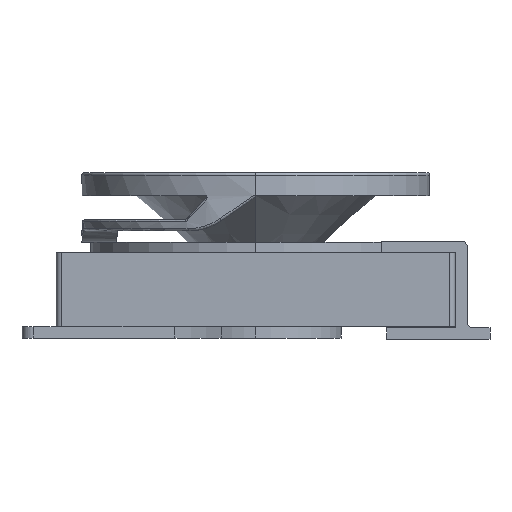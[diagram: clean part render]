
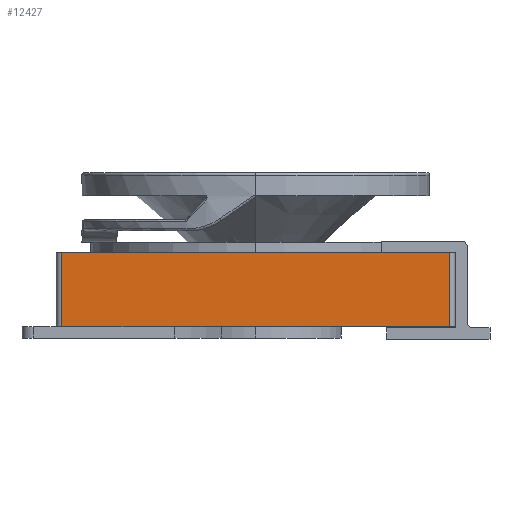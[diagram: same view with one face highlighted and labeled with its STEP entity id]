
A CAD part, left-side view. The second image highlights one B-rep face of the part: STEP entity #12427.
In plain terms, the highlighted planar face has unit normal (-1, 0, 0).
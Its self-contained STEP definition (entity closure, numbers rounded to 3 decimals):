
#373 = PLANE ( 'NONE',  #4692 ) ;
#519 = VECTOR ( 'NONE', #11443, 1000. ) ;
#1499 = CARTESIAN_POINT ( 'NONE',  ( -1.5, 1.75, 0.1 ) ) ;
#1648 = VERTEX_POINT ( 'NONE', #2409 ) ;
#1748 = ORIENTED_EDGE ( 'NONE', *, *, #4441, .T. ) ;
#2409 = CARTESIAN_POINT ( 'NONE',  ( -1.5, -1.7, 0.75 ) ) ;
#3036 = CARTESIAN_POINT ( 'NONE',  ( -1.5, 1.7, 0.75 ) ) ;
#3303 = LINE ( 'NONE', #3036, #16470 ) ;
#3500 = VECTOR ( 'NONE', #14549, 1000. ) ;
#3853 = EDGE_LOOP ( 'NONE', ( #8567, #10456, #4845, #1748 ) ) ;
#4062 = VERTEX_POINT ( 'NONE', #12418 ) ;
#4361 = CARTESIAN_POINT ( 'NONE',  ( -1.5, 1.75, 0.75 ) ) ;
#4441 = EDGE_CURVE ( 'NONE', #4062, #1648, #15594, .T. ) ;
#4692 = AXIS2_PLACEMENT_3D ( 'NONE', #4361, #12525, #5891 ) ;
#4845 = ORIENTED_EDGE ( 'NONE', *, *, #10004, .T. ) ;
#5891 = DIRECTION ( 'NONE',  ( 0., 1., 0. ) ) ;
#6111 = CARTESIAN_POINT ( 'NONE',  ( -1.5, -1.7, 0.75 ) ) ;
#6190 = EDGE_CURVE ( 'NONE', #16444, #13754, #3303, .T. ) ;
#6238 = EDGE_CURVE ( 'NONE', #16444, #1648, #17225, .T. ) ;
#6390 = CARTESIAN_POINT ( 'NONE',  ( -1.5, 1.75, 0.75 ) ) ;
#6939 = DIRECTION ( 'NONE',  ( 0., -1., 0. ) ) ;
#7996 = FACE_OUTER_BOUND ( 'NONE', #3853, .T. ) ;
#8567 = ORIENTED_EDGE ( 'NONE', *, *, #6238, .F. ) ;
#8691 = CARTESIAN_POINT ( 'NONE',  ( -1.5, 1.7, 0.75 ) ) ;
#9157 = CARTESIAN_POINT ( 'NONE',  ( -1.5, 1.7, 0.1 ) ) ;
#9752 = LINE ( 'NONE', #1499, #11779 ) ;
#10004 = EDGE_CURVE ( 'NONE', #13754, #4062, #9752, .T. ) ;
#10030 = DIRECTION ( 'NONE',  ( 0., 0., -1. ) ) ;
#10456 = ORIENTED_EDGE ( 'NONE', *, *, #6190, .T. ) ;
#11443 = DIRECTION ( 'NONE',  ( 0., 0., 1. ) ) ;
#11779 = VECTOR ( 'NONE', #6939, 1000. ) ;
#12418 = CARTESIAN_POINT ( 'NONE',  ( -1.5, -1.7, 0.1 ) ) ;
#12427 = ADVANCED_FACE ( 'NONE', ( #7996 ), #373, .F. ) ;
#12525 = DIRECTION ( 'NONE',  ( 1., 0., 0. ) ) ;
#13754 = VERTEX_POINT ( 'NONE', #9157 ) ;
#14549 = DIRECTION ( 'NONE',  ( 0., -1., 0. ) ) ;
#15594 = LINE ( 'NONE', #6111, #519 ) ;
#16444 = VERTEX_POINT ( 'NONE', #8691 ) ;
#16470 = VECTOR ( 'NONE', #10030, 1000. ) ;
#17225 = LINE ( 'NONE', #6390, #3500 ) ;
